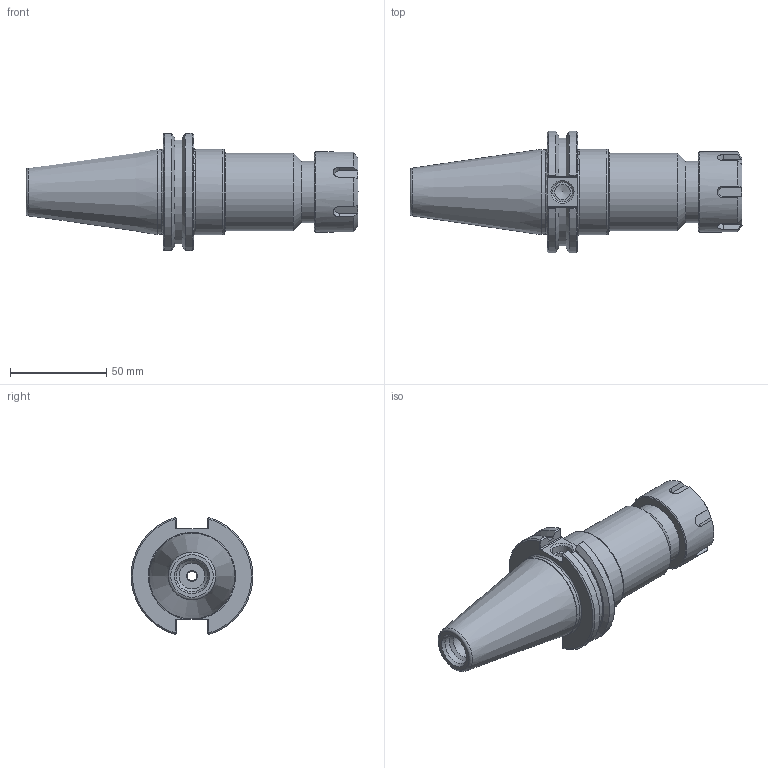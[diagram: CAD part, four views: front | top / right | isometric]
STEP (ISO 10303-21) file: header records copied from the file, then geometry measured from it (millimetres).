
FILE_DESCRIPTION((''),'2;1');
FILE_NAME('C40-25ER412.stp','2014-07-25T11:39:40',('kaykin'),(''),'Autodesk Inventor 2012','Autodesk Inventor 2012','');
FILE_SCHEMA(('AUTOMOTIVE_DESIGN { 1 0 10303 214 1 1 1 1 }'));
Length unit declared in the file: inch
Products named in the file (4): C40-25ER412; C40-25ER4-1; 25ERPN; BS-11
Assembly tree (3 placements, depth 2):
  C40-25ER412
    C40-25ER4-1
    25ERPN
    BS-11
Bounding box: 172.91 x 63.26 x 61.05 mm (x, y, z)
Volume: 184585.8 mm3; surface area: 40890.6 mm2
Topology: 3 solids, 3 shells, 152 faces, 372 edges, 232 vertices
Faces by surface type: plane 64, cone 40, cylinder 38, torus 10
Full cylindrical faces by diameter (mm): 7.112 x1, 8.001 x1, 10.135 x1, 13.386 x1, 15.113 x2, 15.748 x1, 16.459 x1, 17.297 x1, 18.034 x1, 20.599 x1, 24.13 x1, 26.086 x1, 30.912 x1, 32 x1, 32.512 x1, 40.513 x1, 41.732 x1, 43.942 x1, 44.45 x1
Entity records: 4383 total; most frequent: CARTESIAN_POINT 939, DIRECTION 672, ORIENTED_EDGE 618, EDGE_CURVE 309, AXIS2_PLACEMENT_3D 274, VERTEX_POINT 225, EDGE_LOOP 220, FACE_OUTER_BOUND 152
